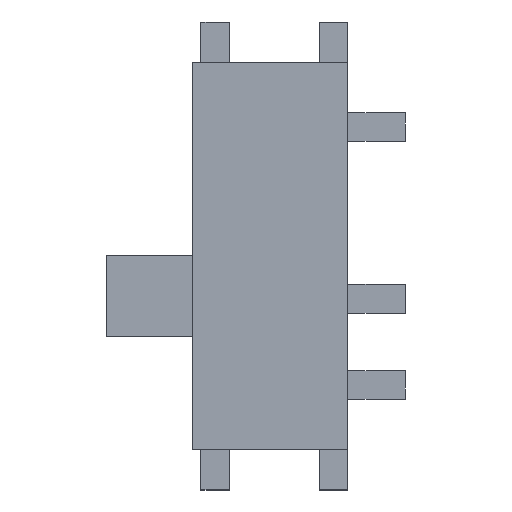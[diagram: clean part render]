
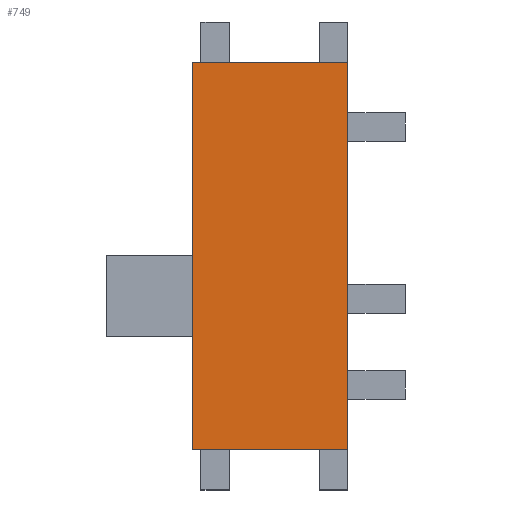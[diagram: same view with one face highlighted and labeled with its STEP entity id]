
A CAD part, top view. The second image highlights one B-rep face of the part: STEP entity #749.
In plain terms, the highlighted planar face has unit normal (0, 0, 1).
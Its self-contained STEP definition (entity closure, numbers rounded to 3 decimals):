
#50=FACE_OUTER_BOUND('',#88,.T.);
#88=EDGE_LOOP('',(#636,#637,#638,#639));
#179=LINE('',#1154,#281);
#185=LINE('',#1163,#287);
#186=LINE('',#1166,#288);
#190=LINE('',#1172,#292);
#281=VECTOR('',#945,10.);
#287=VECTOR('',#953,10.);
#288=VECTOR('',#956,10.);
#292=VECTOR('',#962,10.);
#356=VERTEX_POINT('',#1151);
#357=VERTEX_POINT('',#1153);
#359=VERTEX_POINT('',#1161);
#360=VERTEX_POINT('',#1165);
#451=EDGE_CURVE('',#357,#356,#179,.T.);
#457=EDGE_CURVE('',#356,#359,#185,.T.);
#458=EDGE_CURVE('',#360,#357,#186,.T.);
#462=EDGE_CURVE('',#359,#360,#190,.T.);
#636=ORIENTED_EDGE('',*,*,#451,.T.);
#637=ORIENTED_EDGE('',*,*,#457,.T.);
#638=ORIENTED_EDGE('',*,*,#462,.T.);
#639=ORIENTED_EDGE('',*,*,#458,.T.);
#703=PLANE('',#788);
#749=ADVANCED_FACE('',(#50),#703,.T.);
#788=AXIS2_PLACEMENT_3D('',#1174,#964,#965);
#945=DIRECTION('',(0.,1.,0.));
#953=DIRECTION('',(-1.,0.,0.));
#956=DIRECTION('',(1.,0.,0.));
#962=DIRECTION('',(0.,-1.,0.));
#964=DIRECTION('center_axis',(0.,0.,1.));
#965=DIRECTION('ref_axis',(1.,0.,0.));
#1151=CARTESIAN_POINT('',(1.35,3.375,1.4));
#1153=CARTESIAN_POINT('',(1.35,-3.375,1.4));
#1154=CARTESIAN_POINT('',(1.35,-3.375,1.4));
#1161=CARTESIAN_POINT('',(-1.35,3.375,1.4));
#1163=CARTESIAN_POINT('',(1.35,3.375,1.4));
#1165=CARTESIAN_POINT('',(-1.35,-3.375,1.4));
#1166=CARTESIAN_POINT('',(-1.35,-3.375,1.4));
#1172=CARTESIAN_POINT('',(-1.35,3.375,1.4));
#1174=CARTESIAN_POINT('Origin',(0.,0.,
1.4));
